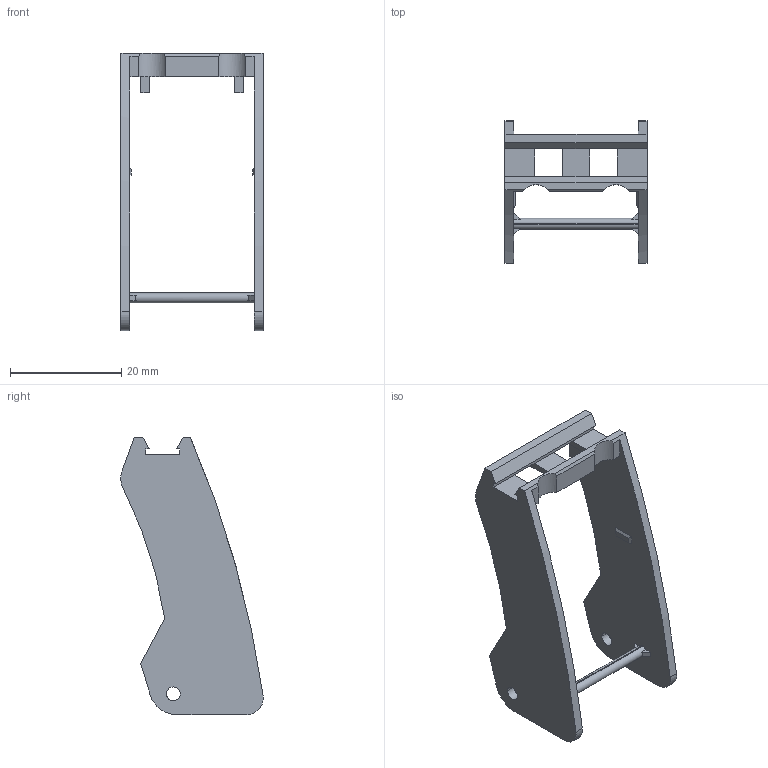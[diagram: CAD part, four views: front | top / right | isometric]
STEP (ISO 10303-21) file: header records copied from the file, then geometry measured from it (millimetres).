
FILE_DESCRIPTION(/* description */ ('Alibre Inc.'),/* implementation_level */ '2;1');
FILE_NAME(/* name */ 'export-C350D8BD-44C0-4209-A6D4-CAD054C8B688',/* time_stamp */ '2021-04-08T15:11:52+02:00',/* author */ (''),/* organization */ (''),/* preprocessor_version */ 'ST-DEVELOPER v17',/* originating_system */ 'Alibre',/* authorisation */ '');
FILE_SCHEMA (('AUTOMOTIVE_DESIGN'));
Length unit declared in the file: millimetre
Products named in the file (2): RIF-RH-2-HEB_13-select
Bounding box: 25.6 x 25.65 x 49.95 mm (x, y, z)
Volume: 3032.4 mm3; surface area: 4466.1 mm2
Topology: 1 solids, 1 shells, 90 faces, 263 edges, 175 vertices
Faces by surface type: plane 68, cylinder 22
Entity records: 2971 total; most frequent: CARTESIAN_POINT 572, ORIENTED_EDGE 526, DIRECTION 414, EDGE_CURVE 263, VECTOR 208, LINE 208, VERTEX_POINT 175, AXIS2_PLACEMENT_3D 137
